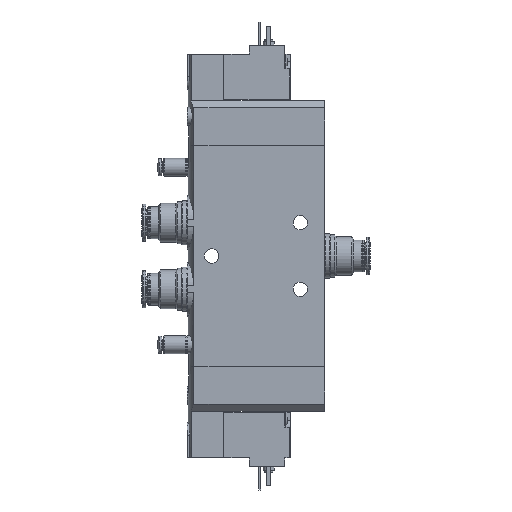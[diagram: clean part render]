
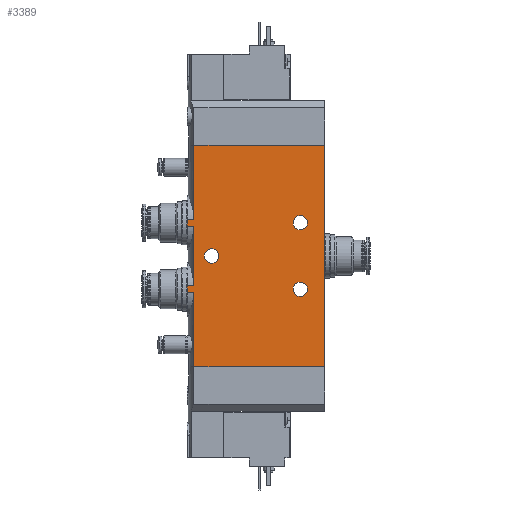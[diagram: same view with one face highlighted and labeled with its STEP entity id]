
A CAD part, left-side view. The second image highlights one B-rep face of the part: STEP entity #3389.
In plain terms, the highlighted face is planar.
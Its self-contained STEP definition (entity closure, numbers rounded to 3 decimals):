
#108=PLANE('',#4252);
#286=CIRCLE('',#4240,3.25);
#288=CIRCLE('',#4243,3.25);
#293=CIRCLE('',#4253,3.25);
#510=ORIENTED_EDGE('',*,*,#1383,.T.);
#511=ORIENTED_EDGE('',*,*,#1408,.T.);
#512=ORIENTED_EDGE('',*,*,#1399,.F.);
#513=ORIENTED_EDGE('',*,*,#1372,.T.);
#514=ORIENTED_EDGE('',*,*,#1385,.T.);
#515=ORIENTED_EDGE('',*,*,#1374,.T.);
#516=ORIENTED_EDGE('',*,*,#1403,.F.);
#517=ORIENTED_EDGE('',*,*,#1364,.T.);
#518=ORIENTED_EDGE('',*,*,#1388,.T.);
#519=ORIENTED_EDGE('',*,*,#1366,.T.);
#520=ORIENTED_EDGE('',*,*,#1395,.F.);
#521=ORIENTED_EDGE('',*,*,#1409,.F.);
#522=ORIENTED_EDGE('',*,*,#1393,.F.);
#523=ORIENTED_EDGE('',*,*,#1391,.F.);
#524=ORIENTED_EDGE('',*,*,#1410,.F.);
#1364=EDGE_CURVE('',#1824,#1823,#2156,.F.);
#1366=EDGE_CURVE('',#1825,#1826,#2157,.T.);
#1372=EDGE_CURVE('',#1832,#1831,#2160,.F.);
#1374=EDGE_CURVE('',#1833,#1834,#2161,.T.);
#1383=EDGE_CURVE('',#1843,#1842,#2165,.T.);
#1385=EDGE_CURVE('',#1831,#1833,#2167,.T.);
#1388=EDGE_CURVE('',#1823,#1825,#2169,.T.);
#1391=EDGE_CURVE('',#1846,#1846,#286,.F.);
#1393=EDGE_CURVE('',#1848,#1848,#288,.F.);
#1395=EDGE_CURVE('',#1850,#1826,#2171,.T.);
#1399=EDGE_CURVE('',#1832,#1853,#2173,.T.);
#1403=EDGE_CURVE('',#1824,#1834,#2175,.T.);
#1408=EDGE_CURVE('',#1842,#1853,#2179,.T.);
#1409=EDGE_CURVE('',#1843,#1850,#2180,.T.);
#1410=EDGE_CURVE('',#1857,#1857,#293,.F.);
#1823=VERTEX_POINT('',#5688);
#1824=VERTEX_POINT('',#5690);
#1825=VERTEX_POINT('',#5704);
#1826=VERTEX_POINT('',#5705);
#1831=VERTEX_POINT('',#5726);
#1832=VERTEX_POINT('',#5728);
#1833=VERTEX_POINT('',#5742);
#1834=VERTEX_POINT('',#5743);
#1842=VERTEX_POINT('',#5770);
#1843=VERTEX_POINT('',#5772);
#1846=VERTEX_POINT('',#5786);
#1848=VERTEX_POINT('',#5791);
#1850=VERTEX_POINT('',#5796);
#1853=VERTEX_POINT('',#5816);
#1857=VERTEX_POINT('',#5846);
#2156=LINE('',#5689,#2380);
#2157=LINE('',#5703,#2381);
#2160=LINE('',#5727,#2384);
#2161=LINE('',#5741,#2385);
#2165=LINE('',#5771,#2389);
#2167=LINE('',#5775,#2391);
#2169=LINE('',#5780,#2393);
#2171=LINE('',#5795,#2395);
#2173=LINE('',#5815,#2397);
#2175=LINE('',#5835,#2399);
#2179=LINE('',#5843,#2403);
#2180=LINE('',#5844,#2404);
#2380=VECTOR('',#4641,1000.);
#2381=VECTOR('',#4644,1000.);
#2384=VECTOR('',#4653,1000.);
#2385=VECTOR('',#4656,1000.);
#2389=VECTOR('',#4670,1000.);
#2391=VECTOR('',#4674,1000.);
#2393=VECTOR('',#4680,1000.);
#2395=VECTOR('',#4698,1000.);
#2397=VECTOR('',#4704,1000.);
#2399=VECTOR('',#4710,1000.);
#2403=VECTOR('',#4720,1000.);
#2404=VECTOR('',#4721,1000.);
#2628=EDGE_LOOP('',(#510,#511,#512,#513,#514,#515,#516,#517,#518,#519,#520,
#521));
#2629=EDGE_LOOP('',(#522));
#2630=EDGE_LOOP('',(#523));
#2631=EDGE_LOOP('',(#524));
#2973=FACE_BOUND('',#2628,.T.);
#2974=FACE_BOUND('',#2629,.T.);
#2975=FACE_BOUND('',#2630,.T.);
#2976=FACE_BOUND('',#2631,.T.);
#3389=ADVANCED_FACE('',(#2973,#2974,#2975,#2976),#108,.F.);
#4240=AXIS2_PLACEMENT_3D('',#5785,#4686,#4687);
#4243=AXIS2_PLACEMENT_3D('',#5790,#4692,#4693);
#4252=AXIS2_PLACEMENT_3D('',#5842,#4718,#4719);
#4253=AXIS2_PLACEMENT_3D('',#5845,#4722,#4723);
#4641=DIRECTION('',(0.,-1.,0.));
#4644=DIRECTION('',(0.,-1.,0.));
#4653=DIRECTION('',(0.,-1.,0.));
#4656=DIRECTION('',(0.,-1.,0.));
#4670=DIRECTION('',(-1.,0.,0.));
#4674=DIRECTION('',(1.,0.,0.));
#4680=DIRECTION('',(1.,0.,0.));
#4686=DIRECTION('',(0.,0.,1.));
#4687=DIRECTION('',(1.,0.,0.));
#4692=DIRECTION('',(0.,0.,1.));
#4693=DIRECTION('',(1.,0.,0.));
#4698=DIRECTION('',(-1.,0.,0.));
#4704=DIRECTION('',(-1.,0.,0.));
#4710=DIRECTION('',(-1.,0.,0.));
#4718=DIRECTION('',(0.,0.,1.));
#4719=DIRECTION('',(1.,0.,0.));
#4720=DIRECTION('',(0.,1.,0.));
#4721=DIRECTION('',(0.,1.,0.));
#4722=DIRECTION('',(0.,0.,1.));
#4723=DIRECTION('',(1.,0.,0.));
#5688=CARTESIAN_POINT('',(63.448,62.,-12.));
#5689=CARTESIAN_POINT('',(63.448,0.,-12.));
#5690=CARTESIAN_POINT('',(63.448,58.995,-12.));
#5703=CARTESIAN_POINT('',(66.552,0.,-12.));
#5704=CARTESIAN_POINT('',(66.552,62.,-12.));
#5705=CARTESIAN_POINT('',(66.552,58.995,-12.));
#5726=CARTESIAN_POINT('',(33.448,62.,-12.));
#5727=CARTESIAN_POINT('',(33.448,0.,-12.));
#5728=CARTESIAN_POINT('',(33.448,58.995,-12.));
#5741=CARTESIAN_POINT('',(36.552,0.,-12.));
#5742=CARTESIAN_POINT('',(36.552,62.,-12.));
#5743=CARTESIAN_POINT('',(36.552,58.995,-12.));
#5770=CARTESIAN_POINT('',(0.,0.,-12.));
#5771=CARTESIAN_POINT('',(100.,0.,-12.));
#5772=CARTESIAN_POINT('',(100.,0.,-12.));
#5775=CARTESIAN_POINT('',(35.,62.,-12.));
#5780=CARTESIAN_POINT('',(65.,62.,-12.));
#5785=CARTESIAN_POINT('',(35.,11.,-12.));
#5786=CARTESIAN_POINT('',(38.25,11.,-12.));
#5790=CARTESIAN_POINT('',(65.,11.,-12.));
#5791=CARTESIAN_POINT('',(68.25,11.,-12.));
#5795=CARTESIAN_POINT('',(100.,58.995,-12.));
#5796=CARTESIAN_POINT('',(100.,58.995,-12.));
#5815=CARTESIAN_POINT('',(100.,58.995,-12.));
#5816=CARTESIAN_POINT('',(0.,58.995,-12.));
#5835=CARTESIAN_POINT('',(100.,58.995,-12.));
#5842=CARTESIAN_POINT('',(100.,0.,-12.));
#5843=CARTESIAN_POINT('',(0.,0.,-12.));
#5844=CARTESIAN_POINT('',(100.,0.,-12.));
#5845=CARTESIAN_POINT('',(50.,51.,-12.));
#5846=CARTESIAN_POINT('',(53.25,51.,-12.));
